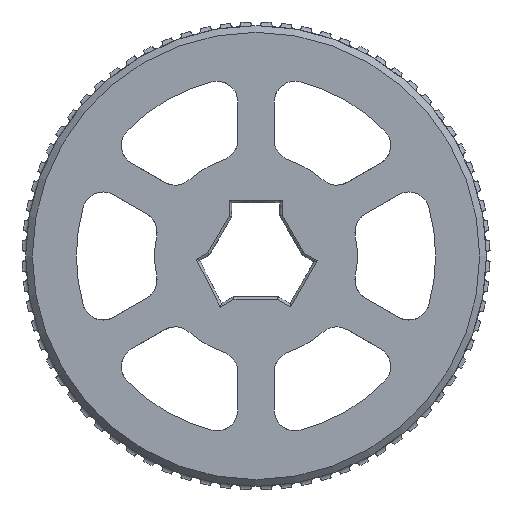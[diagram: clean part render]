
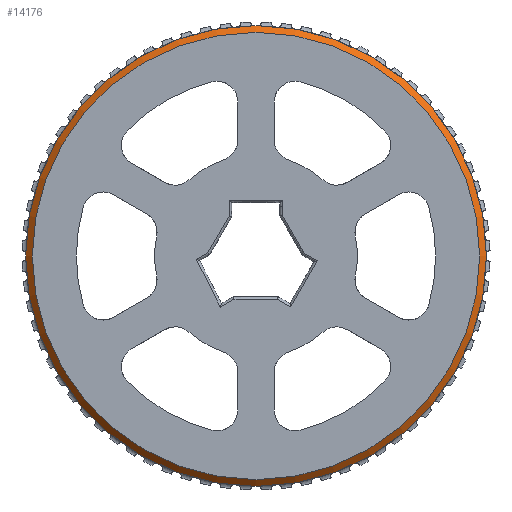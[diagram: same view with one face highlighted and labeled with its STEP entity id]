
A CAD part, front view. The second image highlights one B-rep face of the part: STEP entity #14176.
In plain terms, the highlighted conical face has half-angle 45 degrees and reference radius 9.005 mm.
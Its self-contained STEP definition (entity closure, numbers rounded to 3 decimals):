
#13056=CARTESIAN_POINT('',(0.,14.874,8.596));
#13057=VERTEX_POINT('',#13056);
#13058=CARTESIAN_POINT('',(0.,14.874,-0.009));
#13059=DIRECTION('',(-0.,-1.,-0.));
#13060=DIRECTION('',(0.,-0.,1.));
#13061=AXIS2_PLACEMENT_3D('',#13058,#13059,#13060);
#13062=CIRCLE('',#13061,8.605);
#13063=EDGE_CURVE('',#13057,#13057,#13062,.T.);
#14134=CARTESIAN_POINT('',(0.,15.274,-0.009));
#14135=DIRECTION('',(0.,1.,0.));
#14136=DIRECTION('',(0.,-0.,1.));
#14137=AXIS2_PLACEMENT_3D('',#14134,#14135,#14136);
#14138=CONICAL_SURFACE('',#14137,9.005,45.);
#14139=CARTESIAN_POINT('',(0.,15.133,8.854));
#14140=VERTEX_POINT('',#14139);
#14141=CARTESIAN_POINT('',(0.,15.133,8.854));
#14142=DIRECTION('',(-0.,-0.707,-0.707));
#14143=VECTOR('',#14142,0.366);
#14144=LINE('',#14141,#14143);
#14145=EDGE_CURVE('',#14140,#13057,#14144,.T.);
#14146=ORIENTED_EDGE('',*,*,#14145,.T.);
#14147=ORIENTED_EDGE('',*,*,#13063,.F.);
#14148=ORIENTED_EDGE('',*,*,#14145,.F.);
#14149=CARTESIAN_POINT('',(-8.864,15.133,-0.009));
#14150=VERTEX_POINT('',#14149);
#14151=CARTESIAN_POINT('',(0.,15.133,-0.009));
#14152=DIRECTION('',(0.,1.,0.));
#14153=DIRECTION('',(0.,-0.,1.));
#14154=AXIS2_PLACEMENT_3D('',#14151,#14152,#14153);
#14155=CIRCLE('',#14154,8.864);
#14156=EDGE_CURVE('',#14150,#14140,#14155,.T.);
#14157=ORIENTED_EDGE('',*,*,#14156,.F.);
#14158=CARTESIAN_POINT('',(0.,15.133,-8.873));
#14159=VERTEX_POINT('',#14158);
#14160=CARTESIAN_POINT('',(0.,15.133,-0.009));
#14161=DIRECTION('',(0.,1.,0.));
#14162=DIRECTION('',(0.,-0.,1.));
#14163=AXIS2_PLACEMENT_3D('',#14160,#14161,#14162);
#14164=CIRCLE('',#14163,8.864);
#14165=EDGE_CURVE('',#14159,#14150,#14164,.T.);
#14166=ORIENTED_EDGE('',*,*,#14165,.F.);
#14167=CARTESIAN_POINT('',(0.,15.133,-0.009));
#14168=DIRECTION('',(0.,1.,0.));
#14169=DIRECTION('',(0.,-0.,1.));
#14170=AXIS2_PLACEMENT_3D('',#14167,#14168,#14169);
#14171=CIRCLE('',#14170,8.864);
#14172=EDGE_CURVE('',#14140,#14159,#14171,.T.);
#14173=ORIENTED_EDGE('',*,*,#14172,.F.);
#14174=EDGE_LOOP('',(#14146,#14147,#14148,#14157,#14166,#14173));
#14175=FACE_BOUND('',#14174,.T.);
#14176=ADVANCED_FACE('',(#14175),#14138,.T.);
